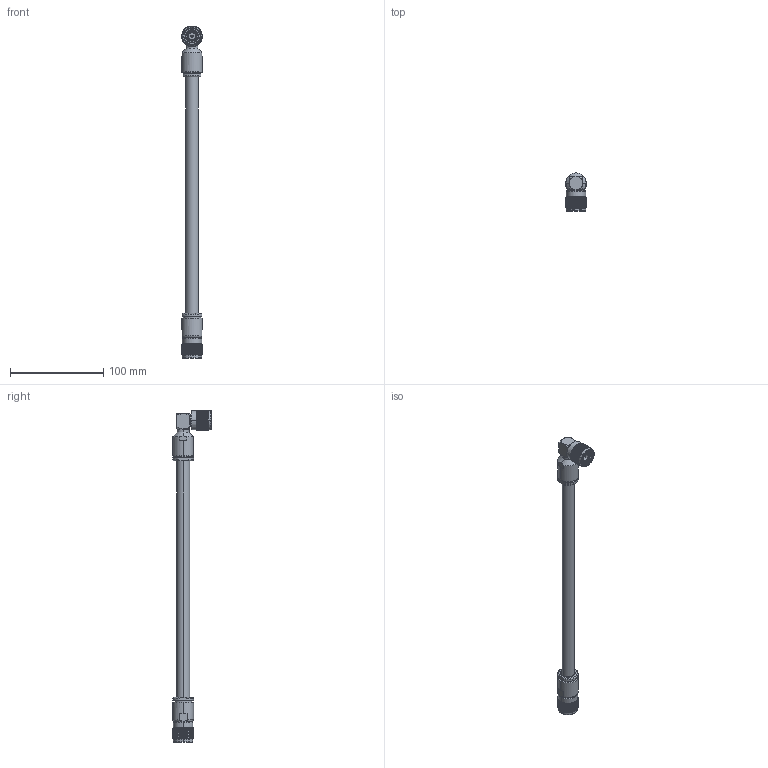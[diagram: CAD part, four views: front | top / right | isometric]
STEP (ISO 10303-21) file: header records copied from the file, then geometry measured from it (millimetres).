
FILE_DESCRIPTION (( 'STEP AP203' ), '1' );
FILE_NAME ('PE3C3916LF.step', '2020-09-09T16:37:44', ( '' ), ( '' ), 'SwSTEP 2.0', 'SolidWorks 2018', '' );
FILE_SCHEMA (( 'CONFIG_CONTROL_DESIGN' ));
Products named in the file (4): PE45307^PE3C3916LF; PE4475^PE3C3916LF; RG213U^PE3C3916LF_RG217U; PE3C3916LF
Assembly tree (3 placements, depth 2):
  PE3C3916LF
    RG213U^PE3C3916LF_RG217U
    PE45307^PE3C3916LF
    PE4475^PE3C3916LF
Bounding box: 22.23 x 41.1 x 356.5 mm (x, y, z)
Volume: 68065.1 mm3; surface area: 29064.5 mm2
Topology: 3 solids, 3 shells, 4649 faces, 9922 edges, 5302 vertices
Faces by surface type: bspline 3462, cylinder 1002, plane 105, cone 74, torus 6
Entity records: 200920 total; most frequent: CARTESIAN_POINT 139289, ORIENTED_EDGE 19844, EDGE_CURVE 9922, VERTEX_POINT 5302, EDGE_LOOP 4672, ADVANCED_FACE 4649, FACE_OUTER_BOUND 4649, B_SPLINE_CURVE_WITH_KNOTS 4114
